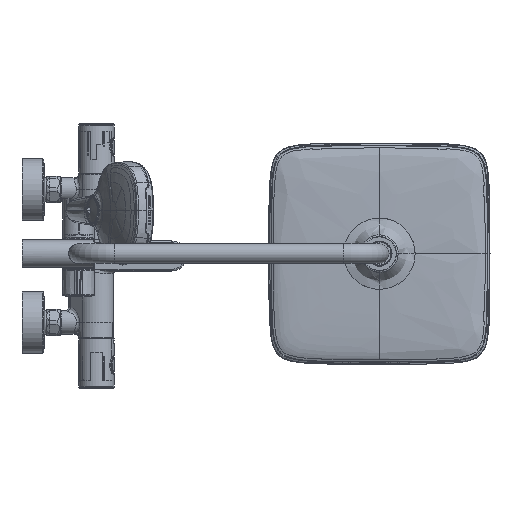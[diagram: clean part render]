
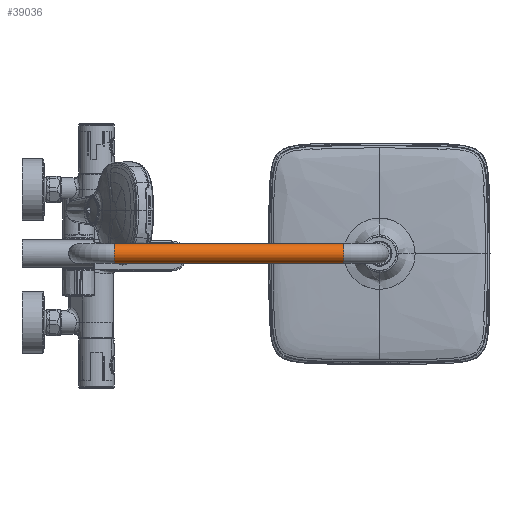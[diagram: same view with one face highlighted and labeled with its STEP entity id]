
A CAD part, top view. The second image highlights one B-rep face of the part: STEP entity #39036.
In plain terms, the highlighted cylindrical face has radius 11 mm (diameter 22 mm), a full revolution.
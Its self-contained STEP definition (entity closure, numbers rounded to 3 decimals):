
#10656=ORIENTED_EDGE('',*,*,#19451,.T.);
#10657=ORIENTED_EDGE('',*,*,#19452,.F.);
#19451=EDGE_CURVE('',#26029,#26029,#31045,.F.);
#19452=EDGE_CURVE('',#26030,#26030,#31046,.F.);
#26029=VERTEX_POINT('',#66084);
#26030=VERTEX_POINT('',#66087);
#31045=CIRCLE('',#48434,11.);
#31046=CIRCLE('',#48436,11.);
#32126=EDGE_LOOP('',(#10656));
#32127=EDGE_LOOP('',(#10657));
#35469=FACE_BOUND('',#32126,.T.);
#35470=FACE_BOUND('',#32127,.T.);
#38466=CYLINDRICAL_SURFACE('',#48435,11.);
#39036=ADVANCED_FACE('',(#35469,#35470),#38466,.T.);
#48434=AXIS2_PLACEMENT_3D('',#66083,#51334,#51335);
#48435=AXIS2_PLACEMENT_3D('',#66085,#51336,#51337);
#48436=AXIS2_PLACEMENT_3D('',#66086,#51338,#51339);
#51334=DIRECTION('',(1.,0.,0.));
#51335=DIRECTION('',(0.,0.,1.));
#51336=DIRECTION('',(1.,0.,0.));
#51337=DIRECTION('',(0.,0.,-1.));
#51338=DIRECTION('',(1.,0.,0.));
#51339=DIRECTION('',(0.,0.,1.));
#66083=CARTESIAN_POINT('',(299.5,0.,1096.));
#66084=CARTESIAN_POINT('',(299.5,0.,1107.));
#66085=CARTESIAN_POINT('',(40.5,0.,1096.));
#66086=CARTESIAN_POINT('',(40.5,0.,1096.));
#66087=CARTESIAN_POINT('',(40.5,0.,1107.));
